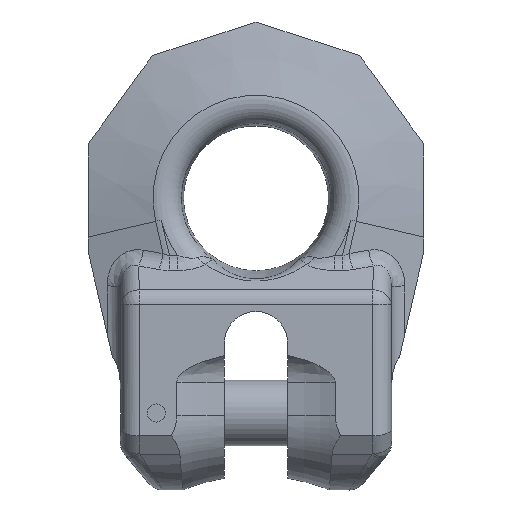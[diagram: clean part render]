
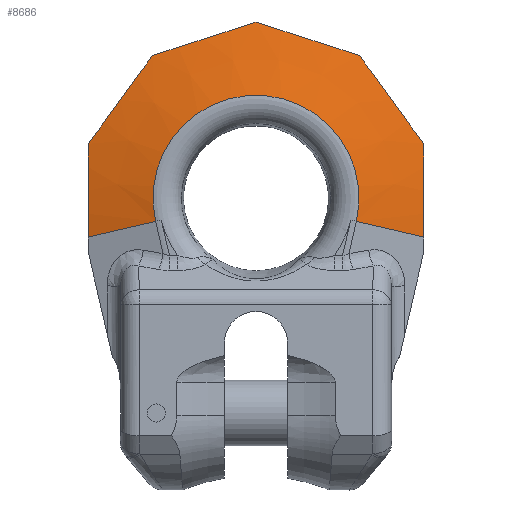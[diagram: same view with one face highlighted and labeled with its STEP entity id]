
A CAD part, front view. The second image highlights one B-rep face of the part: STEP entity #8686.
In plain terms, the highlighted conical face has half-angle 75.1 degrees and reference radius 15.411 mm.
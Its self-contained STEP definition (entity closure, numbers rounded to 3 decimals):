
#718=DIRECTION('',(0.942,0.257,-0.217));
#719=VECTOR('',#718,7.882);
#720=CARTESIAN_POINT('',(11.078,-3.666,21.142));
#721=LINE('',#720,#719);
#880=DIRECTION('',(-0.942,0.257,-0.217));
#881=VECTOR('',#880,7.882);
#882=CARTESIAN_POINT('',(-11.078,-3.666,21.142));
#883=LINE('',#882,#881);
#1453=CARTESIAN_POINT('',(-11.434,-1.515,
39.437));
#1454=CARTESIAN_POINT('',(-10.8,-1.57,
39.643));
#1455=CARTESIAN_POINT('',(-9.532,-1.663,
40.055));
#1456=CARTESIAN_POINT('',(-7.629,-1.749,
40.673));
#1457=CARTESIAN_POINT('',(-5.717,-1.778,
41.295));
#1458=CARTESIAN_POINT('',(-3.804,-1.749,
41.916));
#1459=CARTESIAN_POINT('',(-1.901,-1.663,
42.534));
#1460=CARTESIAN_POINT('',(-0.633,-1.57,
42.946));
#1461=CARTESIAN_POINT('',(0.,-1.515,43.152));
#1463=CARTESIAN_POINT('',(0.,-1.515,43.152));
#1464=CARTESIAN_POINT('',(0.633,-1.57,
42.946));
#1465=CARTESIAN_POINT('',(1.901,-1.663,42.534));
#1466=CARTESIAN_POINT('',(3.804,-1.749,41.916));
#1467=CARTESIAN_POINT('',(5.717,-1.778,41.295));
#1468=CARTESIAN_POINT('',(7.629,-1.749,40.673));
#1469=CARTESIAN_POINT('',(9.532,-1.663,40.055));
#1470=CARTESIAN_POINT('',(10.8,-1.57,39.643));
#1471=CARTESIAN_POINT('',(11.434,-1.515,39.437));
#1473=CARTESIAN_POINT('',(11.434,-1.515,39.437));
#1474=CARTESIAN_POINT('',(11.825,-1.57,38.898));
#1475=CARTESIAN_POINT('',(12.609,-1.663,37.82));
#1476=CARTESIAN_POINT('',(13.785,-1.749,36.201));
#1477=CARTESIAN_POINT('',(14.967,-1.778,34.574));
#1478=CARTESIAN_POINT('',(16.149,-1.749,32.947));
#1479=CARTESIAN_POINT('',(17.325,-1.663,31.328));
#1480=CARTESIAN_POINT('',(18.109,-1.57,30.25));
#1481=CARTESIAN_POINT('',(18.5,-1.515,29.711));
#1483=CARTESIAN_POINT('',(18.5,-1.515,29.711));
#1484=CARTESIAN_POINT('',(18.5,-1.572,29.028));
#1485=CARTESIAN_POINT('',(18.5,-1.667,27.66));
#1486=CARTESIAN_POINT('',(18.5,-1.753,25.607));
#1487=CARTESIAN_POINT('',(18.5,-1.779,23.544));
#1488=CARTESIAN_POINT('',(18.5,-1.743,21.481));
#1489=CARTESIAN_POINT('',(18.5,-1.68,20.112));
#1490=CARTESIAN_POINT('',(18.5,-1.639,19.429));
#1492=CARTESIAN_POINT('',(0.,-3.666,23.7));
#1493=DIRECTION('',(0.,1.,0.));
#1494=DIRECTION('',(-0.974,0.,-0.225));
#1495=AXIS2_PLACEMENT_3D('',#1492,#1493,#1494);
#1497=CARTESIAN_POINT('',(-18.5,-1.639,19.429));
#1498=CARTESIAN_POINT('',(-18.5,-1.68,20.112));
#1499=CARTESIAN_POINT('',(-18.5,-1.743,21.481));
#1500=CARTESIAN_POINT('',(-18.5,-1.779,23.544));
#1501=CARTESIAN_POINT('',(-18.5,-1.753,25.608));
#1502=CARTESIAN_POINT('',(-18.5,-1.667,27.661));
#1503=CARTESIAN_POINT('',(-18.5,-1.571,29.028));
#1504=CARTESIAN_POINT('',(-18.5,-1.515,29.711));
#1506=CARTESIAN_POINT('',(-18.5,-1.515,29.711));
#1507=CARTESIAN_POINT('',(-18.109,-1.57,
30.25));
#1508=CARTESIAN_POINT('',(-17.325,-1.663,
31.328));
#1509=CARTESIAN_POINT('',(-16.149,-1.749,
32.947));
#1510=CARTESIAN_POINT('',(-14.967,-1.778,
34.574));
#1511=CARTESIAN_POINT('',(-13.785,-1.749,
36.201));
#1512=CARTESIAN_POINT('',(-12.609,-1.663,
37.82));
#1513=CARTESIAN_POINT('',(-11.825,-1.57,
38.898));
#1514=CARTESIAN_POINT('',(-11.434,-1.515,
39.437));
#5864=CARTESIAN_POINT('',(11.078,-3.666,21.142));
#5866=VERTEX_POINT('',#5864);
#5867=CARTESIAN_POINT('',(-11.078,-3.666,
21.142));
#5868=VERTEX_POINT('',#5867);
#6364=VERTEX_POINT('',#1453);
#6365=VERTEX_POINT('',#1461);
#6366=VERTEX_POINT('',#1506);
#6367=VERTEX_POINT('',#1497);
#6368=VERTEX_POINT('',#1483);
#6369=VERTEX_POINT('',#1490);
#6370=VERTEX_POINT('',#1473);
#8664=CARTESIAN_POINT('',(0.,-2.591,23.7));
#8665=DIRECTION('',(0.,1.,0.));
#8666=DIRECTION('',(0.,0.,-1.));
#8667=AXIS2_PLACEMENT_3D('',#8664,#8665,#8666);
#8668=CONICAL_SURFACE('',#8667,15.411,75.1);
#8670=ORIENTED_EDGE('',*,*,#8669,.T.);
#8672=ORIENTED_EDGE('',*,*,#8671,.T.);
#8674=ORIENTED_EDGE('',*,*,#8673,.T.);
#8676=ORIENTED_EDGE('',*,*,#8675,.T.);
#8677=ORIENTED_EDGE('',*,*,#7478,.F.);
#8678=ORIENTED_EDGE('',*,*,#8217,.F.);
#8679=ORIENTED_EDGE('',*,*,#7783,.T.);
#8681=ORIENTED_EDGE('',*,*,#8680,.T.);
#8683=ORIENTED_EDGE('',*,*,#8682,.T.);
#8684=EDGE_LOOP('',(#8670,#8672,#8674,#8676,#8677,#8678,#8679,#8681,#8683));
#8685=FACE_OUTER_BOUND('',#8684,.F.);
#8686=ADVANCED_FACE('',(#8685),#8668,.T.);
#1462=B_SPLINE_CURVE_WITH_KNOTS('',3,(#1453,#1454,#1455,#1456,#1457,#1458,#1459,
#1460,#1461),.UNSPECIFIED.,.F.,.F.,(4,1,1,1,1,1,4),(0.,0.167,
0.333,0.5,0.667,0.833,1.),
.UNSPECIFIED.);
#1472=B_SPLINE_CURVE_WITH_KNOTS('',3,(#1463,#1464,#1465,#1466,#1467,#1468,#1469,
#1470,#1471),.UNSPECIFIED.,.F.,.F.,(4,1,1,1,1,1,4),(0.,0.167,
0.333,0.5,0.667,0.833,1.),
.UNSPECIFIED.);
#1482=B_SPLINE_CURVE_WITH_KNOTS('',3,(#1473,#1474,#1475,#1476,#1477,#1478,#1479,
#1480,#1481),.UNSPECIFIED.,.F.,.F.,(4,1,1,1,1,1,4),(0.,0.167,
0.333,0.5,0.667,0.833,1.),
.UNSPECIFIED.);
#1491=B_SPLINE_CURVE_WITH_KNOTS('',3,(#1483,#1484,#1485,#1486,#1487,#1488,#1489,
#1490),.UNSPECIFIED.,.F.,.F.,(4,1,1,1,1,4),(0.,0.2,0.4,0.6,0.8,1.),
.UNSPECIFIED.);
#1496=CIRCLE('',#1495,11.37);
#1505=B_SPLINE_CURVE_WITH_KNOTS('',3,(#1497,#1498,#1499,#1500,#1501,#1502,#1503,
#1504),.UNSPECIFIED.,.F.,.F.,(4,1,1,1,1,4),(0.,0.2,0.4,0.6,0.8,1.),
.UNSPECIFIED.);
#1515=B_SPLINE_CURVE_WITH_KNOTS('',3,(#1506,#1507,#1508,#1509,#1510,#1511,#1512,
#1513,#1514),.UNSPECIFIED.,.F.,.F.,(4,1,1,1,1,1,4),(0.,0.167,
0.333,0.5,0.667,0.833,1.),
.UNSPECIFIED.);
#7478=EDGE_CURVE('',#5866,#6369,#721,.T.);
#7783=EDGE_CURVE('',#5868,#6367,#883,.T.);
#8217=EDGE_CURVE('',#5868,#5866,#1496,.T.);
#8669=EDGE_CURVE('',#6364,#6365,#1462,.T.);
#8671=EDGE_CURVE('',#6365,#6370,#1472,.T.);
#8673=EDGE_CURVE('',#6370,#6368,#1482,.T.);
#8675=EDGE_CURVE('',#6368,#6369,#1491,.T.);
#8680=EDGE_CURVE('',#6367,#6366,#1505,.T.);
#8682=EDGE_CURVE('',#6366,#6364,#1515,.T.);
